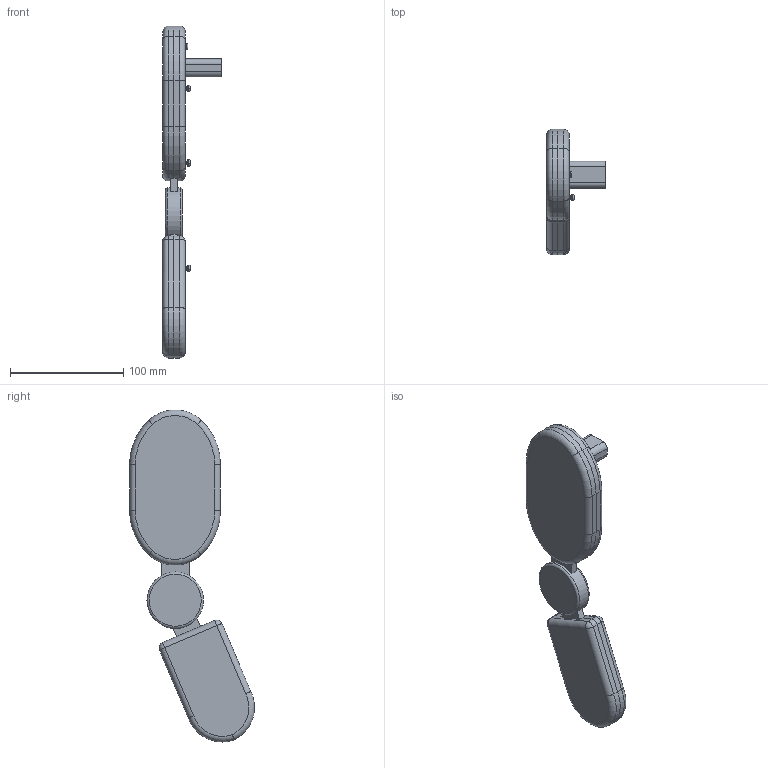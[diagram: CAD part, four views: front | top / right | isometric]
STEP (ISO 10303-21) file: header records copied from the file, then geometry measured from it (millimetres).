
FILE_DESCRIPTION(/* description */ ('Unknown'),/* implementation_level */ '2;1');
FILE_NAME(/* name */ 'Jase_parem_assembly',/* time_stamp */ '2023-05-20T20:02:05+03:00',/* author */ ('Unknown'),/* organization */ ('Unknown'),/* preprocessor_version */ 'ST-DEVELOPER v18.102',/* originating_system */ 'Solid Edge',/* authorisation */ 'Unknown');
FILE_SCHEMA (('AUTOMOTIVE_DESIGN {1 0 10303 214 3 1 1}'));
Length unit declared in the file: millimetre
Products named in the file (9): Jase_parem_assembly; Jase_ylemine_parem; Jase_ylemine_vasak; Jase_kesmine; Jase_alumine_parem; Jase_alumine_vasak; Jase_ylemine_kinniti; Jase_vahelyli; M3x18_Stainless Steel Pan Head Torx Screws
Assembly tree (12 placements, depth 2):
  Jase_parem_assembly
    Jase_ylemine_parem
    Jase_ylemine_vasak
    Jase_kesmine
    Jase_alumine_parem
    Jase_alumine_vasak
    Jase_ylemine_kinniti
    Jase_vahelyli
    M3x18_Stainless Steel Pan Head Torx Screws  x5
Bounding box: 52 x 110.49 x 293.62 mm (x, y, z)
Volume: 133587.3 mm3; surface area: 98634.5 mm2
Topology: 12 solids, 12 shells, 1362 faces, 3819 edges, 2451 vertices
Faces by surface type: cylinder 1081, cone 105, plane 94, torus 64, bspline 10, sphere 8
Full cylindrical faces by diameter (mm): 3.2 x14, 6.35 x8, 50 x1
Entity records: 17830 total; most frequent: CARTESIAN_POINT 6437, ORIENTED_EDGE 2248, DIRECTION 1915, EDGE_CURVE 1124, AXIS2_PLACEMENT_3D 738, VERTEX_POINT 734, EDGE_LOOP 508, FACE_BOUND 508
